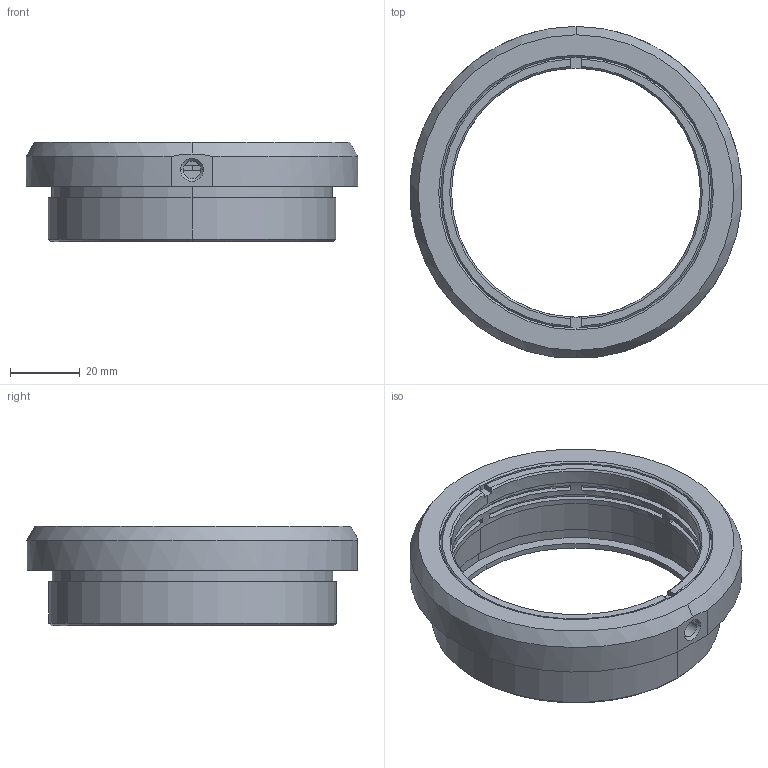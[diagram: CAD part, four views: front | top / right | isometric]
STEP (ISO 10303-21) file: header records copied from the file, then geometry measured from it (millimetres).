
FILE_DESCRIPTION (( 'STEP AP203' ), '1' );
FILE_NAME ('36466.step', '2011-10-14T23:46:17', ( 'EO' ), ( 'EO' ), 'SwSTEP 2.0', 'SolidWorks 2011', '' );
FILE_SCHEMA (( 'CONFIG_CONTROL_DESIGN' ));
Length unit declared in the file: inch
Products named in the file (1): 36466
Bounding box: 95.06 x 94.87 x 28.57 mm (x, y, z)
Volume: 42664.7 mm3; surface area: 28725.8 mm2
Topology: 3 solids, 3 shells, 85 faces, 235 edges, 154 vertices
Faces by surface type: plane 50, cylinder 21, cone 14
Entity records: 2933 total; most frequent: CARTESIAN_POINT 565, DIRECTION 496, ORIENTED_EDGE 470, EDGE_CURVE 235, AXIS2_PLACEMENT_3D 189, VERTEX_POINT 154, VECTOR 118, LINE 118
